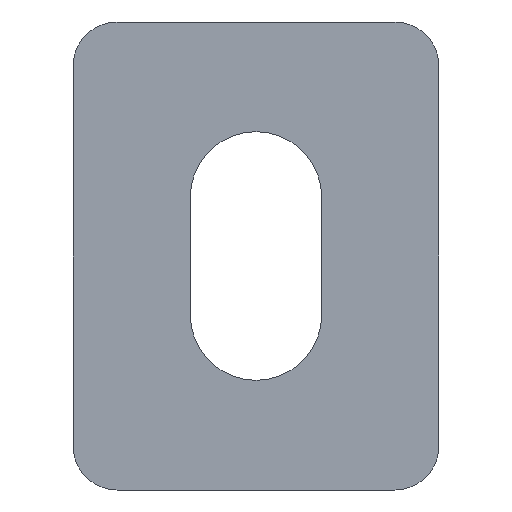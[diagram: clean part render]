
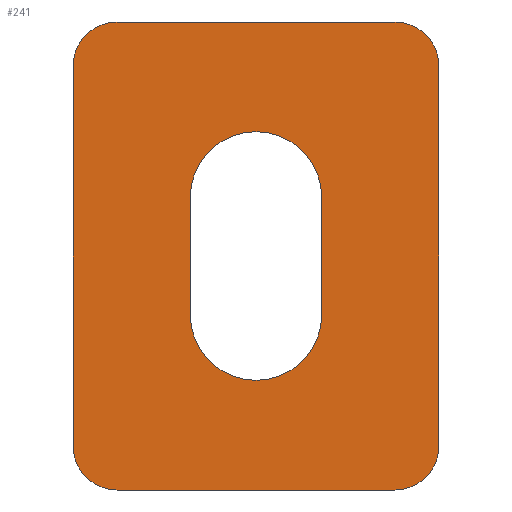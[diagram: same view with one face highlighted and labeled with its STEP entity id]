
A CAD part, front view. The second image highlights one B-rep face of the part: STEP entity #241.
In plain terms, the highlighted planar face has unit normal (0, -1, 0).
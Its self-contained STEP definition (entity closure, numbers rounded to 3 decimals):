
#7 = DIRECTION ( 'NONE',  ( -1., 0., 0. ) ) ;
#29 = VERTEX_POINT ( 'NONE', #163 ) ;
#37 = CARTESIAN_POINT ( 'NONE',  ( 2.25, -2., -2. ) ) ;
#38 = AXIS2_PLACEMENT_3D ( 'NONE', #581, #320, #210 ) ;
#59 = EDGE_CURVE ( 'NONE', #280, #460, #244, .T. ) ;
#82 = ORIENTED_EDGE ( 'NONE', *, *, #182, .T. ) ;
#85 = DIRECTION ( 'NONE',  ( 0., 0., 1. ) ) ;
#110 = AXIS2_PLACEMENT_3D ( 'NONE', #157, #468, #675 ) ;
#119 = CARTESIAN_POINT ( 'NONE',  ( -6.25, -2., -6.5 ) ) ;
#121 = CARTESIAN_POINT ( 'NONE',  ( 4.75, -2., -8. ) ) ;
#135 = VERTEX_POINT ( 'NONE', #326 ) ;
#140 = EDGE_CURVE ( 'NONE', #261, #471, #311, .T. ) ;
#144 = DIRECTION ( 'NONE',  ( 1., 0., 0. ) ) ;
#157 = CARTESIAN_POINT ( 'NONE',  ( 0., -2., -2. ) ) ;
#163 = CARTESIAN_POINT ( 'NONE',  ( 6.25, -2., 6.5 ) ) ;
#166 = EDGE_CURVE ( 'NONE', #471, #180, #389, .T. ) ;
#171 = PLANE ( 'NONE',  #38 ) ;
#175 = DIRECTION ( 'NONE',  ( 0., -1., 0. ) ) ;
#180 = VERTEX_POINT ( 'NONE', #121 ) ;
#182 = EDGE_CURVE ( 'NONE', #602, #280, #448, .T. ) ;
#197 = AXIS2_PLACEMENT_3D ( 'NONE', #405, #397, #144 ) ;
#199 = CIRCLE ( 'NONE', #475, 1.5 ) ;
#206 = VECTOR ( 'NONE', #385, 1000. ) ;
#210 = DIRECTION ( 'NONE',  ( 1., 0., 0. ) ) ;
#216 = DIRECTION ( 'NONE',  ( 0., -1., 0. ) ) ;
#219 = CARTESIAN_POINT ( 'NONE',  ( -4.75, -2., -6.5 ) ) ;
#220 = CARTESIAN_POINT ( 'NONE',  ( -2.25, -2., 2. ) ) ;
#234 = DIRECTION ( 'NONE',  ( 0., 0., -1. ) ) ;
#238 = EDGE_CURVE ( 'NONE', #393, #591, #623, .T. ) ;
#241 = ADVANCED_FACE ( 'NONE', ( #297, #487 ), #171, .T. ) ;
#242 = CARTESIAN_POINT ( 'NONE',  ( 6.25, -2., 6.5 ) ) ;
#244 = LINE ( 'NONE', #582, #206 ) ;
#257 = AXIS2_PLACEMENT_3D ( 'NONE', #403, #395, #660 ) ;
#261 = VERTEX_POINT ( 'NONE', #119 ) ;
#265 = VECTOR ( 'NONE', #234, 1000. ) ;
#280 = VERTEX_POINT ( 'NONE', #368 ) ;
#287 = LINE ( 'NONE', #242, #398 ) ;
#290 = EDGE_CURVE ( 'NONE', #180, #410, #464, .T. ) ;
#291 = CARTESIAN_POINT ( 'NONE',  ( -6.25, -2., 6.5 ) ) ;
#297 = FACE_BOUND ( 'NONE', #671, .T. ) ;
#299 = CARTESIAN_POINT ( 'NONE',  ( 2.25, -2., 6.5 ) ) ;
#305 = ORIENTED_EDGE ( 'NONE', *, *, #526, .T. ) ;
#311 = CIRCLE ( 'NONE', #331, 1.5 ) ;
#318 = DIRECTION ( 'NONE',  ( 1., 0., 0. ) ) ;
#320 = DIRECTION ( 'NONE',  ( 0., -1., 0. ) ) ;
#324 = CARTESIAN_POINT ( 'NONE',  ( 4.75, -2., -6.5 ) ) ;
#326 = CARTESIAN_POINT ( 'NONE',  ( 2.25, -2., 2. ) ) ;
#328 = ORIENTED_EDGE ( 'NONE', *, *, #515, .T. ) ;
#331 = AXIS2_PLACEMENT_3D ( 'NONE', #219, #647, #376 ) ;
#341 = CARTESIAN_POINT ( 'NONE',  ( 4.75, -2., -8. ) ) ;
#349 = CARTESIAN_POINT ( 'NONE',  ( -4.75, -2., 8. ) ) ;
#356 = LINE ( 'NONE', #498, #476 ) ;
#358 = ORIENTED_EDGE ( 'NONE', *, *, #238, .T. ) ;
#360 = ORIENTED_EDGE ( 'NONE', *, *, #482, .T. ) ;
#363 = DIRECTION ( 'NONE',  ( 1., 0., 0. ) ) ;
#368 = CARTESIAN_POINT ( 'NONE',  ( -2.25, -2., -2. ) ) ;
#376 = DIRECTION ( 'NONE',  ( 1., 0., 0. ) ) ;
#384 = CARTESIAN_POINT ( 'NONE',  ( 4.75, -2., 8. ) ) ;
#385 = DIRECTION ( 'NONE',  ( 0., 0., 1. ) ) ;
#387 = CIRCLE ( 'NONE', #257, 1.5 ) ;
#389 = LINE ( 'NONE', #341, #511 ) ;
#393 = VERTEX_POINT ( 'NONE', #384 ) ;
#395 = DIRECTION ( 'NONE',  ( 0., -1., 0. ) ) ;
#397 = DIRECTION ( 'NONE',  ( 0., 1., 0. ) ) ;
#398 = VECTOR ( 'NONE', #85, 1000. ) ;
#400 = ORIENTED_EDGE ( 'NONE', *, *, #425, .T. ) ;
#403 = CARTESIAN_POINT ( 'NONE',  ( 4.75, -2., 6.5 ) ) ;
#405 = CARTESIAN_POINT ( 'NONE',  ( 0., -2., 2. ) ) ;
#407 = LINE ( 'NONE', #299, #265 ) ;
#410 = VERTEX_POINT ( 'NONE', #437 ) ;
#425 = EDGE_CURVE ( 'NONE', #591, #450, #199, .T. ) ;
#434 = ORIENTED_EDGE ( 'NONE', *, *, #290, .T. ) ;
#437 = CARTESIAN_POINT ( 'NONE',  ( 6.25, -2., -6.5 ) ) ;
#442 = CIRCLE ( 'NONE', #197, 2.25 ) ;
#445 = ORIENTED_EDGE ( 'NONE', *, *, #166, .T. ) ;
#448 = CIRCLE ( 'NONE', #110, 2.25 ) ;
#450 = VERTEX_POINT ( 'NONE', #291 ) ;
#460 = VERTEX_POINT ( 'NONE', #220 ) ;
#464 = CIRCLE ( 'NONE', #644, 1.5 ) ;
#468 = DIRECTION ( 'NONE',  ( 0., 1., 0. ) ) ;
#471 = VERTEX_POINT ( 'NONE', #536 ) ;
#472 = EDGE_CURVE ( 'NONE', #460, #135, #442, .T. ) ;
#475 = AXIS2_PLACEMENT_3D ( 'NONE', #493, #175, #645 ) ;
#476 = VECTOR ( 'NONE', #553, 1000. ) ;
#482 = EDGE_CURVE ( 'NONE', #410, #29, #287, .T. ) ;
#487 = FACE_OUTER_BOUND ( 'NONE', #558, .T. ) ;
#493 = CARTESIAN_POINT ( 'NONE',  ( -4.75, -2., 6.5 ) ) ;
#498 = CARTESIAN_POINT ( 'NONE',  ( -6.25, -2., 6.5 ) ) ;
#511 = VECTOR ( 'NONE', #363, 1000. ) ;
#515 = EDGE_CURVE ( 'NONE', #29, #393, #387, .T. ) ;
#518 = VECTOR ( 'NONE', #7, 1000. ) ;
#526 = EDGE_CURVE ( 'NONE', #135, #602, #407, .T. ) ;
#536 = CARTESIAN_POINT ( 'NONE',  ( -4.75, -2., -8. ) ) ;
#541 = ORIENTED_EDGE ( 'NONE', *, *, #472, .T. ) ;
#553 = DIRECTION ( 'NONE',  ( 0., 0., -1. ) ) ;
#558 = EDGE_LOOP ( 'NONE', ( #445, #434, #360, #328, #358, #400, #619, #574 ) ) ;
#567 = CARTESIAN_POINT ( 'NONE',  ( 4.75, -2., 8. ) ) ;
#569 = EDGE_CURVE ( 'NONE', #450, #261, #356, .T. ) ;
#574 = ORIENTED_EDGE ( 'NONE', *, *, #140, .T. ) ;
#581 = CARTESIAN_POINT ( 'NONE',  ( 4.75, -2., 6.5 ) ) ;
#582 = CARTESIAN_POINT ( 'NONE',  ( -2.25, -2., 6.5 ) ) ;
#591 = VERTEX_POINT ( 'NONE', #349 ) ;
#602 = VERTEX_POINT ( 'NONE', #37 ) ;
#619 = ORIENTED_EDGE ( 'NONE', *, *, #569, .T. ) ;
#623 = LINE ( 'NONE', #567, #518 ) ;
#644 = AXIS2_PLACEMENT_3D ( 'NONE', #324, #216, #318 ) ;
#645 = DIRECTION ( 'NONE',  ( 1., 0., 0. ) ) ;
#647 = DIRECTION ( 'NONE',  ( 0., -1., 0. ) ) ;
#660 = DIRECTION ( 'NONE',  ( 1., 0., 0. ) ) ;
#671 = EDGE_LOOP ( 'NONE', ( #676, #541, #305, #82 ) ) ;
#675 = DIRECTION ( 'NONE',  ( 1., 0., 0. ) ) ;
#676 = ORIENTED_EDGE ( 'NONE', *, *, #59, .T. ) ;
